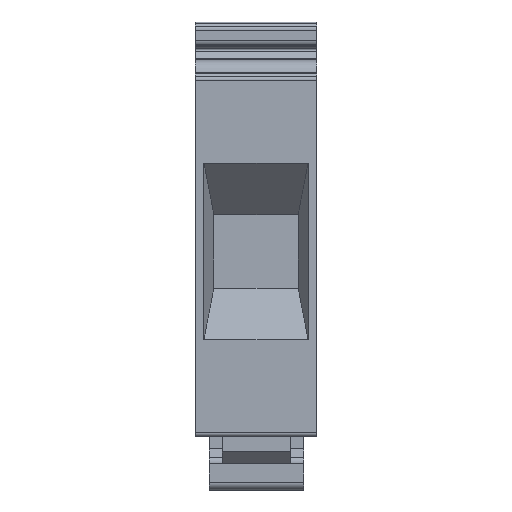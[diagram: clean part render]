
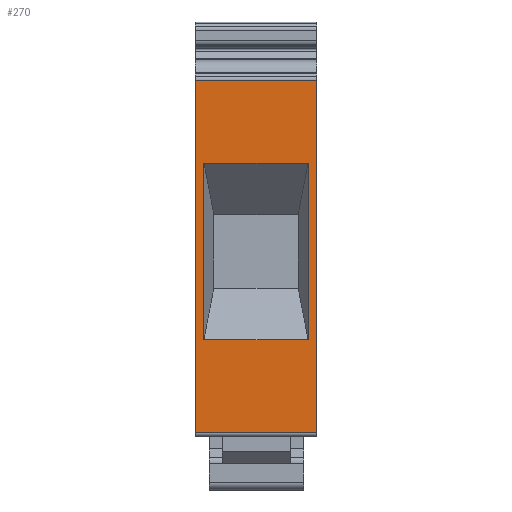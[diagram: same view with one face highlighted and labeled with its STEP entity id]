
A CAD part, left-side view. The second image highlights one B-rep face of the part: STEP entity #270.
In plain terms, the highlighted planar face has unit normal (-1, 0, 0).
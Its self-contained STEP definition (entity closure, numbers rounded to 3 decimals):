
#270 = ADVANCED_FACE( '', ( #664, #665 ), #666, .T. );
#664 = FACE_OUTER_BOUND( '', #1185, .T. );
#665 = FACE_BOUND( '', #1186, .T. );
#666 = PLANE( '', #1187 );
#1185 = EDGE_LOOP( '', ( #1909, #1910, #1911, #1912 ) );
#1186 = EDGE_LOOP( '', ( #1913, #1914, #1915, #1916 ) );
#1187 = AXIS2_PLACEMENT_3D( '', #1917, #1918, #1919 );
#1909 = ORIENTED_EDGE( '', *, *, #3381, .F. );
#1910 = ORIENTED_EDGE( '', *, *, #3344, .F. );
#1911 = ORIENTED_EDGE( '', *, *, #3382, .T. );
#1912 = ORIENTED_EDGE( '', *, *, #3383, .T. );
#1913 = ORIENTED_EDGE( '', *, *, #3384, .T. );
#1914 = ORIENTED_EDGE( '', *, *, #3187, .T. );
#1915 = ORIENTED_EDGE( '', *, *, #3258, .T. );
#1916 = ORIENTED_EDGE( '', *, *, #3307, .T. );
#1917 = CARTESIAN_POINT( '', ( -29., 15.9, 23.091 ) );
#1918 = DIRECTION( '', ( -1., 0., 0. ) );
#1919 = DIRECTION( '', ( 0., 0., 1. ) );
#3187 = EDGE_CURVE( '', #3824, #3822, #3825, .F. );
#3258 = EDGE_CURVE( '', #3822, #3950, #3953, .F. );
#3307 = EDGE_CURVE( '', #3950, #4033, #4036, .F. );
#3344 = EDGE_CURVE( '', #4097, #4093, #4099, .T. );
#3381 = EDGE_CURVE( '', #4093, #4158, #4159, .T. );
#3382 = EDGE_CURVE( '', #4097, #4160, #4161, .T. );
#3383 = EDGE_CURVE( '', #4160, #4158, #4162, .T. );
#3384 = EDGE_CURVE( '', #4033, #3824, #4163, .F. );
#3822 = VERTEX_POINT( '', #4767 );
#3824 = VERTEX_POINT( '', #4770 );
#3825 = LINE( '', #4771, #4772 );
#3950 = VERTEX_POINT( '', #4942 );
#3953 = LINE( '', #4946, #4947 );
#4033 = VERTEX_POINT( '', #5053 );
#4036 = LINE( '', #5057, #5058 );
#4093 = VERTEX_POINT( '', #5137 );
#4097 = VERTEX_POINT( '', #5142 );
#4099 = LINE( '', #5144, #5145 );
#4158 = VERTEX_POINT( '', #5224 );
#4159 = LINE( '', #5225, #5226 );
#4160 = VERTEX_POINT( '', #5227 );
#4161 = LINE( '', #5228, #5229 );
#4162 = LINE( '', #5230, #5231 );
#4163 = LINE( '', #5232, #5233 );
#4767 = CARTESIAN_POINT( '', ( -29., 14.8, 12.206 ) );
#4770 = CARTESIAN_POINT( '', ( -29., 14.8, -11.001 ) );
#4771 = CARTESIAN_POINT( '', ( -29., 14.8, 12.206 ) );
#4772 = VECTOR( '', #6040, 1000. );
#4942 = CARTESIAN_POINT( '', ( -29., 1.1, 12.206 ) );
#4946 = CARTESIAN_POINT( '', ( -29., 1.1, 12.206 ) );
#4947 = VECTOR( '', #6120, 1000. );
#5053 = CARTESIAN_POINT( '', ( -29., 1.1, -11.001 ) );
#5057 = CARTESIAN_POINT( '', ( -29., 1.1, -11.001 ) );
#5058 = VECTOR( '', #6181, 1000. );
#5137 = CARTESIAN_POINT( '', ( -29., 0., 23.091 ) );
#5142 = CARTESIAN_POINT( '', ( -29., 15.9, 23.091 ) );
#5144 = CARTESIAN_POINT( '', ( -29., 15.9, 23.091 ) );
#5145 = VECTOR( '', #6223, 1000. );
#5224 = CARTESIAN_POINT( '', ( -29., 0., -23.252 ) );
#5225 = CARTESIAN_POINT( '', ( -29., 0., 23.091 ) );
#5226 = VECTOR( '', #6265, 1000. );
#5227 = CARTESIAN_POINT( '', ( -29., 15.9, -23.252 ) );
#5228 = CARTESIAN_POINT( '', ( -29., 15.9, 23.091 ) );
#5229 = VECTOR( '', #6266, 1000. );
#5230 = CARTESIAN_POINT( '', ( -29., 15.9, -23.252 ) );
#5231 = VECTOR( '', #6267, 1000. );
#5232 = CARTESIAN_POINT( '', ( -29., 14.8, -11.001 ) );
#5233 = VECTOR( '', #6268, 1000. );
#6040 = DIRECTION( '', ( 0., 0., -1. ) );
#6120 = DIRECTION( '', ( 0., 1., 0. ) );
#6181 = DIRECTION( '', ( 0., 0., 1. ) );
#6223 = DIRECTION( '', ( 0., -1., 0. ) );
#6265 = DIRECTION( '', ( 0., 0., -1. ) );
#6266 = DIRECTION( '', ( 0., 0., -1. ) );
#6267 = DIRECTION( '', ( 0., -1., 0. ) );
#6268 = DIRECTION( '', ( 0., -1., 0. ) );
